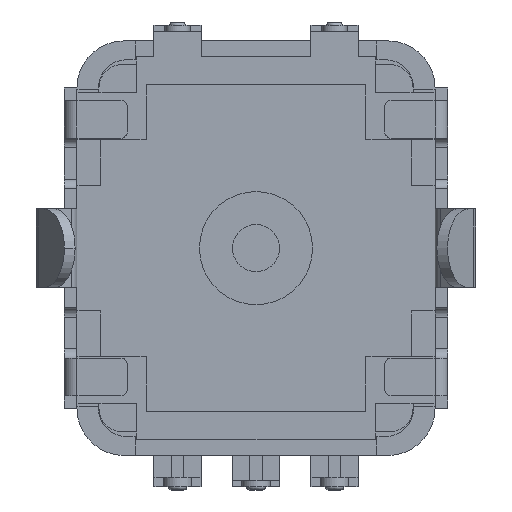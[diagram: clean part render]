
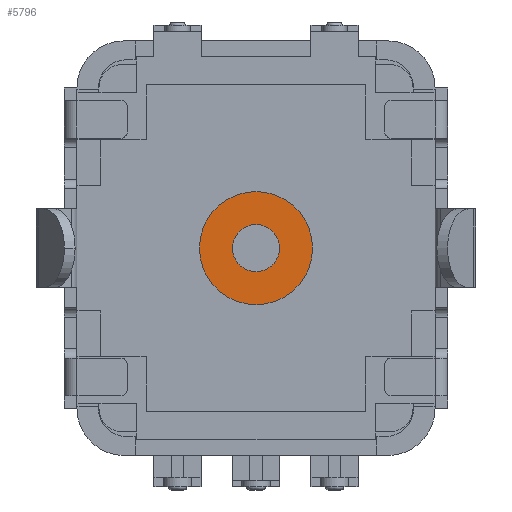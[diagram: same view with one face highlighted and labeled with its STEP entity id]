
A CAD part, front view. The second image highlights one B-rep face of the part: STEP entity #5796.
In plain terms, the highlighted planar face has unit normal (0, -1, 0).
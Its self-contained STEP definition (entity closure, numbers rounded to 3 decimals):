
#915 = CIRCLE ( 'NONE', #1639, 1.8 ) ;
#1461 = CARTESIAN_POINT ( 'NONE',  ( 0., -5.2, 0. ) ) ;
#1639 = AXIS2_PLACEMENT_3D ( 'NONE', #1461, #20989, #13828 ) ;
#1877 = CARTESIAN_POINT ( 'NONE',  ( 0., -5.2, 1.8 ) ) ;
#2538 = DIRECTION ( 'NONE',  ( 0., 0., -1. ) ) ;
#2550 = ORIENTED_EDGE ( 'NONE', *, *, #9129, .F. ) ;
#3446 = PLANE ( 'NONE',  #4671 ) ;
#3563 = ORIENTED_EDGE ( 'NONE', *, *, #8225, .F. ) ;
#4051 = EDGE_CURVE ( 'NONE', #8476, #11517, #22390, .T. ) ;
#4121 = AXIS2_PLACEMENT_3D ( 'NONE', #21506, #11467, #2538 ) ;
#4671 = AXIS2_PLACEMENT_3D ( 'NONE', #8707, #10427, #6658 ) ;
#5213 = EDGE_LOOP ( 'NONE', ( #2550, #3563 ) ) ;
#5796 = ADVANCED_FACE ( 'NONE', ( #6112, #8600 ), #3446, .T. ) ;
#6112 = FACE_BOUND ( 'NONE', #15262, .T. ) ;
#6658 = DIRECTION ( 'NONE',  ( 0., 0., -1. ) ) ;
#7015 = CARTESIAN_POINT ( 'NONE',  ( 0., -5.2, 0. ) ) ;
#8225 = EDGE_CURVE ( 'NONE', #12346, #12808, #915, .T. ) ;
#8397 = DIRECTION ( 'NONE',  ( 0., 1., 0. ) ) ;
#8476 = VERTEX_POINT ( 'NONE', #16533 ) ;
#8600 = FACE_OUTER_BOUND ( 'NONE', #5213, .T. ) ;
#8707 = CARTESIAN_POINT ( 'NONE',  ( 0., -5.2, 0. ) ) ;
#8957 = CARTESIAN_POINT ( 'NONE',  ( 0., -5.2, 0. ) ) ;
#9129 = EDGE_CURVE ( 'NONE', #12808, #12346, #19684, .T. ) ;
#10427 = DIRECTION ( 'NONE',  ( 0., -1., 0. ) ) ;
#11467 = DIRECTION ( 'NONE',  ( 0., 1., 0. ) ) ;
#11487 = ORIENTED_EDGE ( 'NONE', *, *, #4051, .T. ) ;
#11517 = VERTEX_POINT ( 'NONE', #20525 ) ;
#12346 = VERTEX_POINT ( 'NONE', #1877 ) ;
#12504 = DIRECTION ( 'NONE',  ( 0., 1., 0. ) ) ;
#12808 = VERTEX_POINT ( 'NONE', #15803 ) ;
#12846 = DIRECTION ( 'NONE',  ( 0., 0., -1. ) ) ;
#13828 = DIRECTION ( 'NONE',  ( 0., 0., -1. ) ) ;
#14219 = DIRECTION ( 'NONE',  ( 0., 0., -1. ) ) ;
#15262 = EDGE_LOOP ( 'NONE', ( #16487, #11487 ) ) ;
#15803 = CARTESIAN_POINT ( 'NONE',  ( 0., -5.2, -1.8 ) ) ;
#16487 = ORIENTED_EDGE ( 'NONE', *, *, #20384, .T. ) ;
#16533 = CARTESIAN_POINT ( 'NONE',  ( 0., -5.2, 0.75 ) ) ;
#16915 = AXIS2_PLACEMENT_3D ( 'NONE', #7015, #8397, #12846 ) ;
#19684 = CIRCLE ( 'NONE', #20062, 1.8 ) ;
#20062 = AXIS2_PLACEMENT_3D ( 'NONE', #8957, #12504, #14219 ) ;
#20384 = EDGE_CURVE ( 'NONE', #11517, #8476, #21265, .T. ) ;
#20525 = CARTESIAN_POINT ( 'NONE',  ( 0., -5.2, -0.75 ) ) ;
#20989 = DIRECTION ( 'NONE',  ( 0., 1., 0. ) ) ;
#21265 = CIRCLE ( 'NONE', #4121, 0.75 ) ;
#21506 = CARTESIAN_POINT ( 'NONE',  ( 0., -5.2, 0. ) ) ;
#22390 = CIRCLE ( 'NONE', #16915, 0.75 ) ;
